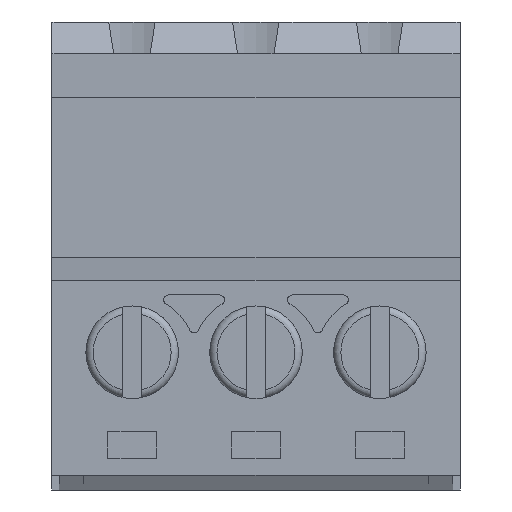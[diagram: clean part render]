
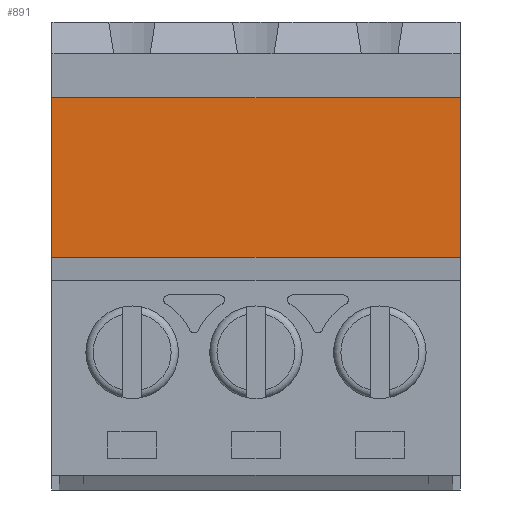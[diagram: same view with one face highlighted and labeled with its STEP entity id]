
A CAD part, front view. The second image highlights one B-rep face of the part: STEP entity #891.
In plain terms, the highlighted planar face has unit normal (0, -1, 0).
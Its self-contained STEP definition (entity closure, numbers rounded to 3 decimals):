
#891 = ADVANCED_FACE( '', ( #1871 ), #1872, .T. );
#1871 = FACE_OUTER_BOUND( '', #3021, .T. );
#1872 = PLANE( '', #3022 );
#3021 = EDGE_LOOP( '', ( #5212, #5213, #5214, #5215 ) );
#3022 = AXIS2_PLACEMENT_3D( '', #5216, #5217, #5218 );
#5212 = ORIENTED_EDGE( '', *, *, #7750, .F. );
#5213 = ORIENTED_EDGE( '', *, *, #7018, .F. );
#5214 = ORIENTED_EDGE( '', *, *, #6996, .T. );
#5215 = ORIENTED_EDGE( '', *, *, #7348, .T. );
#5216 = CARTESIAN_POINT( '', ( 8.37, -4.175, 0. ) );
#5217 = DIRECTION( '', ( 0., -1., 0. ) );
#5218 = DIRECTION( '', ( 0., 0., -1. ) );
#6996 = EDGE_CURVE( '', #8375, #8373, #8376, .T. );
#7018 = EDGE_CURVE( '', #8375, #8410, #8413, .T. );
#7348 = EDGE_CURVE( '', #8373, #8983, #8986, .T. );
#7750 = EDGE_CURVE( '', #8410, #8983, #9570, .T. );
#8373 = VERTEX_POINT( '', #10357 );
#8375 = VERTEX_POINT( '', #10360 );
#8376 = LINE( '', #10361, #10362 );
#8410 = VERTEX_POINT( '', #10409 );
#8413 = LINE( '', #10414, #10415 );
#8983 = VERTEX_POINT( '', #11226 );
#8986 = LINE( '', #11230, #11231 );
#9570 = LINE( '', #12111, #12112 );
#10357 = CARTESIAN_POINT( '', ( 8.37, -4.175, 6.55 ) );
#10360 = CARTESIAN_POINT( '', ( 8.37, -4.175, 0. ) );
#10361 = CARTESIAN_POINT( '', ( 8.37, -4.175, 0. ) );
#10362 = VECTOR( '', #12941, 1000. );
#10409 = CARTESIAN_POINT( '', ( -8.37, -4.175, 0. ) );
#10414 = CARTESIAN_POINT( '', ( 8.37, -4.175, 0. ) );
#10415 = VECTOR( '', #12963, 1000. );
#11226 = CARTESIAN_POINT( '', ( -8.37, -4.175, 6.55 ) );
#11230 = CARTESIAN_POINT( '', ( 8.37, -4.175, 6.55 ) );
#11231 = VECTOR( '', #13290, 1000. );
#12111 = CARTESIAN_POINT( '', ( -8.37, -4.175, 0. ) );
#12112 = VECTOR( '', #13633, 1000. );
#12941 = DIRECTION( '', ( 0., 0., 1. ) );
#12963 = DIRECTION( '', ( -1., 0., 0. ) );
#13290 = DIRECTION( '', ( -1., 0., 0. ) );
#13633 = DIRECTION( '', ( 0., 0., 1. ) );
